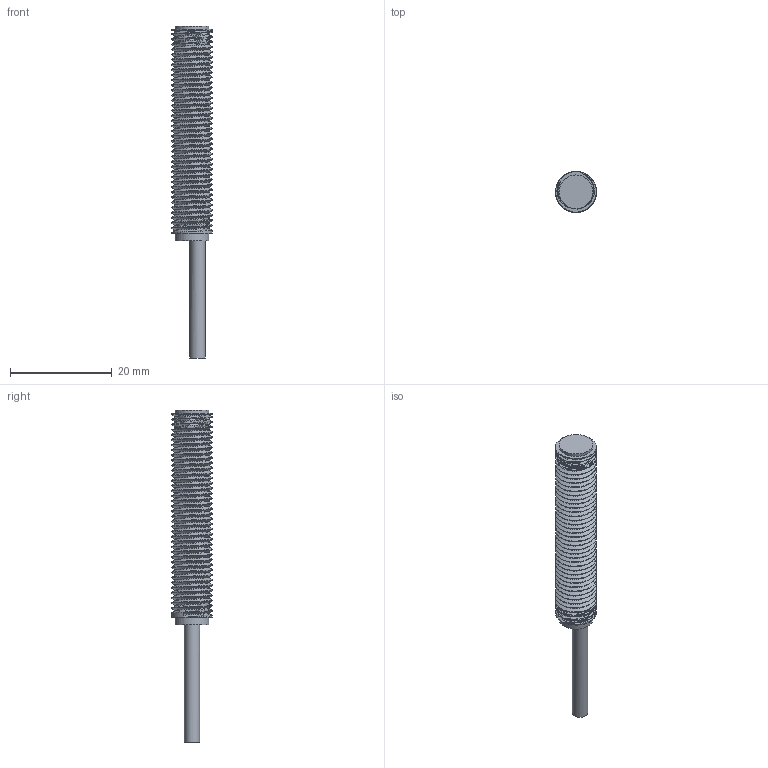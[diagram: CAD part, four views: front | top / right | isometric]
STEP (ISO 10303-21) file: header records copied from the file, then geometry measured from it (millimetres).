
FILE_DESCRIPTION(/* description */ (''),/* implementation_level */ '2;1');
FILE_NAME(/* name */ '',/* time_stamp */ '2025-06-09T10:05:32+08:00',/* author */ (''),/* organization */ (''),/* preprocessor_version */ 'ST-DEVELOPER v14',/* originating_system */ 'SIEMENS PLM Software NX 8.0',/* authorisation */ '');
FILE_SCHEMA (('AUTOMOTIVE_DESIGN { 1 0 10303 214 3 1 1 1 }'));
Length unit declared in the file: millimetre
Products named in the file (1): Admi3E44C155kax9
Bounding box: 8 x 8 x 65.1 mm (x, y, z)
Volume: 2049.3 mm3; surface area: 1964.1 mm2
Topology: 1 solids, 1 shells, 53 faces, 147 edges, 99 vertices
Faces by surface type: cylinder 44, plane 7, bspline 2
Full cylindrical faces by diameter (mm): 3 x1, 6.6 x2, 8 x40
Entity records: 10150 total; most frequent: CARTESIAN_POINT 9819, DIRECTION 49, ORIENTED_EDGE 44, AXIS2_PLACEMENT_3D 23, EDGE_CURVE 22, EDGE_LOOP 21, VERTEX_POINT 17, ADVANCED_FACE 14
